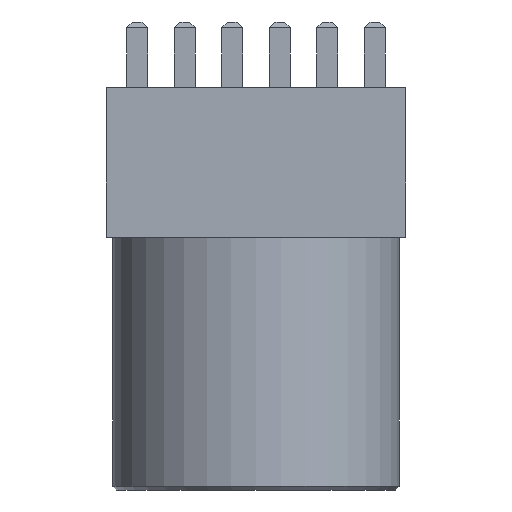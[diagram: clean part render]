
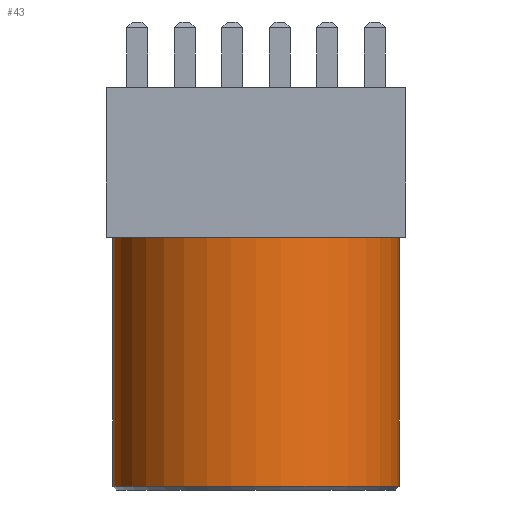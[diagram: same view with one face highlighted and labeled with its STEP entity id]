
A CAD part, front view. The second image highlights one B-rep face of the part: STEP entity #43.
In plain terms, the highlighted cylindrical face has radius 7.65 mm (diameter 15.3 mm), a partial arc.
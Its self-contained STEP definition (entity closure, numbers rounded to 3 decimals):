
#43 = ADVANCED_FACE ( 'NONE', ( #419 ), #421, .T. ) ;
#411 = DIRECTION ( 'NONE',  ( 0., 0., 1. ) ) ;
#419 = FACE_OUTER_BOUND ( 'NONE', #5126, .T. ) ;
#420 = CARTESIAN_POINT ( 'NONE',  ( 0., 0., -13.5 ) ) ;
#421 = CYLINDRICAL_SURFACE ( 'NONE', #4501, 7.65 ) ;
#422 = DIRECTION ( 'NONE',  ( 1., 0., 0. ) ) ;
#1808 = CARTESIAN_POINT ( 'NONE',  ( 7.65, 0., -13.5 ) ) ;
#1811 = LINE ( 'NONE', #1808, #7324 ) ;
#1818 = DIRECTION ( 'NONE',  ( 0., 0., 1. ) ) ;
#1834 = LINE ( 'NONE', #1835, #7332 ) ;
#1835 = CARTESIAN_POINT ( 'NONE',  ( -7.65, 0., -13.5 ) ) ;
#1836 = DIRECTION ( 'NONE',  ( 0., 0., 1. ) ) ;
#1839 = CARTESIAN_POINT ( 'NONE',  ( 0., 0., 0. ) ) ;
#1840 = DIRECTION ( 'NONE',  ( 0., 0., -1. ) ) ;
#1841 = DIRECTION ( 'NONE',  ( -1., 0., 0. ) ) ;
#2150 = CARTESIAN_POINT ( 'NONE',  ( 7.65, 0., 0. ) ) ;
#2154 = CARTESIAN_POINT ( 'NONE',  ( 7.65, 0., -13.3 ) ) ;
#2155 = CARTESIAN_POINT ( 'NONE',  ( -7.65, 0., 0. ) ) ;
#2167 = CARTESIAN_POINT ( 'NONE',  ( -7.65, 0., -13.3 ) ) ;
#2559 = EDGE_CURVE ( 'NONE', #7043, #7030, #3649, .T. ) ;
#2783 = CARTESIAN_POINT ( 'NONE',  ( 0., 0., -13.3 ) ) ;
#2784 = DIRECTION ( 'NONE',  ( 0., 0., 1. ) ) ;
#2785 = DIRECTION ( 'NONE',  ( -1., 0., 0. ) ) ;
#3649 = CIRCLE ( 'NONE', #3650, 7.65 ) ;
#3650 = AXIS2_PLACEMENT_3D ( 'NONE', #2783, #2784, #2785 ) ;
#4501 = AXIS2_PLACEMENT_3D ( 'NONE', #420, #411, #422 ) ;
#5126 = EDGE_LOOP ( 'NONE', ( #9033, #9034, #9035, #9036 ) ) ;
#6409 = EDGE_CURVE ( 'NONE', #7030, #7026, #1811, .T. ) ;
#6415 = EDGE_CURVE ( 'NONE', #7043, #7031, #1834, .T. ) ;
#6416 = EDGE_CURVE ( 'NONE', #7026, #7031, #7333, .T. ) ;
#7026 = VERTEX_POINT ( 'NONE', #2150 ) ;
#7030 = VERTEX_POINT ( 'NONE', #2154 ) ;
#7031 = VERTEX_POINT ( 'NONE', #2155 ) ;
#7043 = VERTEX_POINT ( 'NONE', #2167 ) ;
#7324 = VECTOR ( 'NONE', #1818, 1000. ) ;
#7332 = VECTOR ( 'NONE', #1836, 1000. ) ;
#7333 = CIRCLE ( 'NONE', #7335, 7.65 ) ;
#7335 = AXIS2_PLACEMENT_3D ( 'NONE', #1839, #1840, #1841 ) ;
#9033 = ORIENTED_EDGE ( 'NONE', *, *, #6415, .F. ) ;
#9034 = ORIENTED_EDGE ( 'NONE', *, *, #2559, .T. ) ;
#9035 = ORIENTED_EDGE ( 'NONE', *, *, #6409, .T. ) ;
#9036 = ORIENTED_EDGE ( 'NONE', *, *, #6416, .T. ) ;
